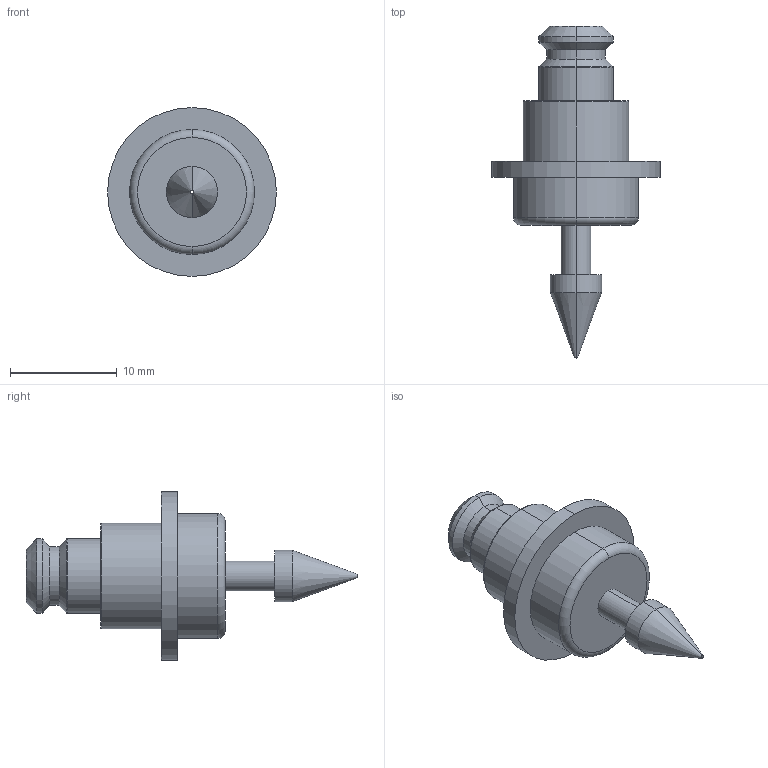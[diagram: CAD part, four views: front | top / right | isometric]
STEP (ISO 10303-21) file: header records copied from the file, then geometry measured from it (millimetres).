
FILE_DESCRIPTION (( 'STEP AP214' ), '1' );
FILE_NAME ('Juki 500 Nozzle.STEP', '2021-01-06T02:47:25', ( '' ), ( '' ), 'SwSTEP 2.0', 'SolidWorks 2021', '' );
FILE_SCHEMA (( 'AUTOMOTIVE_DESIGN' ));
Length unit declared in the file: millimetre
Products named in the file (1): Juki 500 Nozzle
Bounding box: 15.8 x 31.05 x 15.8 mm (x, y, z)
Volume: 1439.3 mm3; surface area: 1211.2 mm2
Topology: 1 solids, 1 shells, 41 faces, 82 edges, 48 vertices
Faces by surface type: cylinder 20, cone 8, plane 7, torus 6
Entity records: 1262 total; most frequent: DIRECTION 220, CARTESIAN_POINT 172, ORIENTED_EDGE 164, AXIS2_PLACEMENT_3D 96, EDGE_CURVE 82, CIRCLE 54, EDGE_LOOP 48, VERTEX_POINT 48
